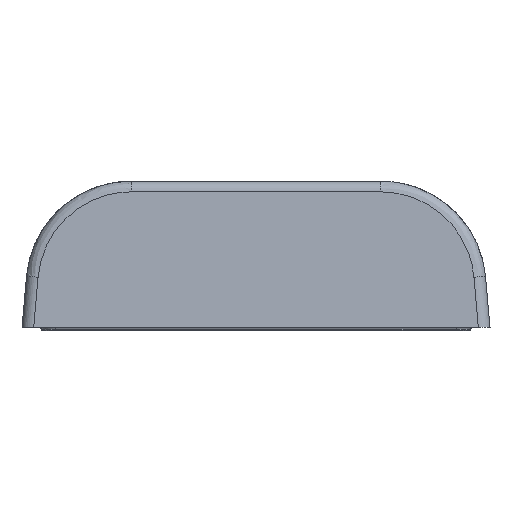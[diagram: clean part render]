
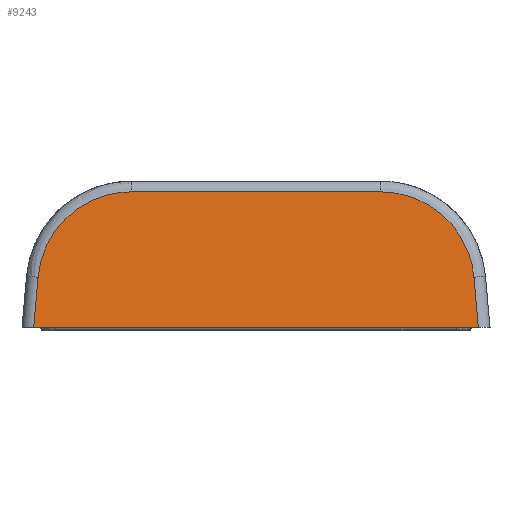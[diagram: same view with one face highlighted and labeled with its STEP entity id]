
A CAD part, front view. The second image highlights one B-rep face of the part: STEP entity #9243.
In plain terms, the highlighted face is planar.
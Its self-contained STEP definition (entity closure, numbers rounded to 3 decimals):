
#359=ELLIPSE('',#10195,16.061,16.);
#360=ELLIPSE('',#10197,16.061,16.);
#1457=FACE_OUTER_BOUND('',#2011,.T.);
#2011=EDGE_LOOP('',(#8025,#8026,#8027,#8028,#8029,#8030));
#2702=LINE('',#17208,#3388);
#2703=LINE('',#17289,#3389);
#2704=LINE('',#17292,#3390);
#2706=LINE('',#17296,#3392);
#3388=VECTOR('',#12710,10.);
#3389=VECTOR('',#12725,10.);
#3390=VECTOR('',#12728,10.);
#3392=VECTOR('',#12734,10.);
#4192=VERTEX_POINT('',#17205);
#4193=VERTEX_POINT('',#17207);
#4194=VERTEX_POINT('',#17245);
#4195=VERTEX_POINT('',#17283);
#4196=VERTEX_POINT('',#17287);
#4197=VERTEX_POINT('',#17291);
#5467=EDGE_CURVE('',#4192,#4193,#2702,.T.);
#5470=EDGE_CURVE('',#4194,#4192,#359,.T.);
#5472=EDGE_CURVE('',#4193,#4195,#360,.T.);
#5474=EDGE_CURVE('',#4196,#4194,#2703,.T.);
#5475=EDGE_CURVE('',#4195,#4197,#2704,.T.);
#5478=EDGE_CURVE('',#4197,#4196,#2706,.T.);
#8025=ORIENTED_EDGE('',*,*,#5475,.F.);
#8026=ORIENTED_EDGE('',*,*,#5472,.F.);
#8027=ORIENTED_EDGE('',*,*,#5467,.F.);
#8028=ORIENTED_EDGE('',*,*,#5470,.F.);
#8029=ORIENTED_EDGE('',*,*,#5474,.F.);
#8030=ORIENTED_EDGE('',*,*,#5478,.F.);
#8267=PLANE('',#10203);
#9243=ADVANCED_FACE('',(#1457),#8267,.F.);
#10195=AXIS2_PLACEMENT_3D('',#17247,#12715,#12716);
#10197=AXIS2_PLACEMENT_3D('',#17285,#12719,#12720);
#10203=AXIS2_PLACEMENT_3D('',#17297,#12735,#12736);
#12710=DIRECTION('',(-1.,0.,0.));
#12715=DIRECTION('center_axis',(0.,-0.087,0.996));
#12716=DIRECTION('ref_axis',(0.,0.996,0.087));
#12719=DIRECTION('center_axis',(0.,-0.087,0.996));
#12720=DIRECTION('ref_axis',(0.,0.996,0.087));
#12725=DIRECTION('',(-0.087,0.992,0.087));
#12728=DIRECTION('',(-0.087,-0.992,-0.087));
#12734=DIRECTION('',(1.,0.,0.));
#12735=DIRECTION('center_axis',(0.,-0.087,0.996));
#12736=DIRECTION('ref_axis',(1.,0.,0.));
#17205=CARTESIAN_POINT('',(61.319,23.174,2.027));
#17207=CARTESIAN_POINT('',(18.681,23.174,2.027));
#17208=CARTESIAN_POINT('',(20.,23.174,2.027));
#17245=CARTESIAN_POINT('',(77.258,8.569,0.75));
#17247=CARTESIAN_POINT('Origin',(61.319,7.174,0.628));
#17283=CARTESIAN_POINT('',(2.742,8.569,0.75));
#17285=CARTESIAN_POINT('Origin',(18.681,7.174,0.628));
#17287=CARTESIAN_POINT('',(78.008,0.,0.));
#17289=CARTESIAN_POINT('',(76.25,20.09,1.758));
#17291=CARTESIAN_POINT('',(1.992,0.,0.));
#17292=CARTESIAN_POINT('',(2.669,7.731,0.676));
#17296=CARTESIAN_POINT('',(0.,0.,0.));
#17297=CARTESIAN_POINT('Origin',(40.,12.452,1.089));
